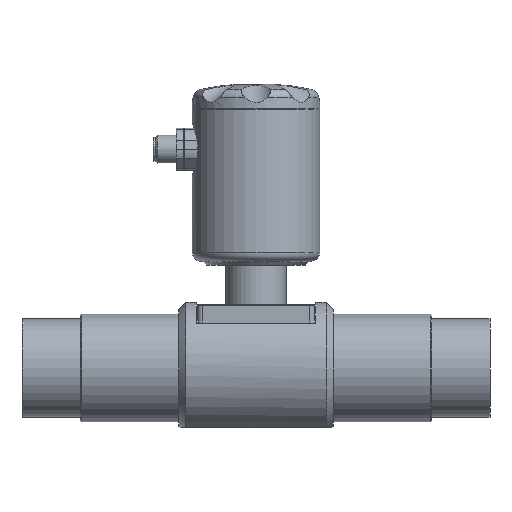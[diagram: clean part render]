
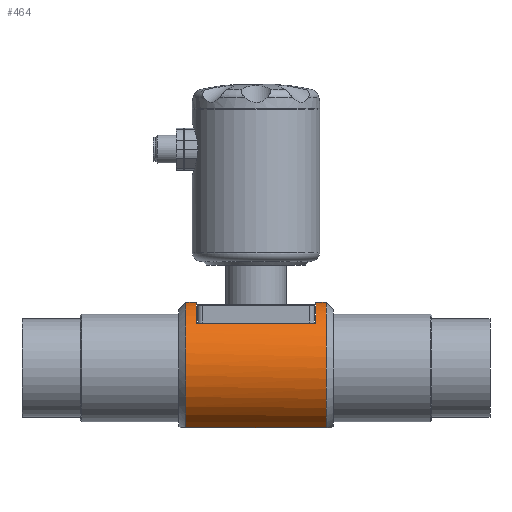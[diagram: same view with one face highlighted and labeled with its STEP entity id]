
A CAD part, left-side view. The second image highlights one B-rep face of the part: STEP entity #464.
In plain terms, the highlighted cylindrical face has radius 28 mm (diameter 56 mm), a partial arc.
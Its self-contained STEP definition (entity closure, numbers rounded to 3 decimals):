
#464 = ADVANCED_FACE( 'NONE', ( #1137, #1138 ), #1139, .T. );
#1137 = FACE_OUTER_BOUND( '', #2054, .T. );
#1138 = FACE_BOUND( '', #2055, .T. );
#1139 = CYLINDRICAL_SURFACE( '', #2056, 28. );
#2054 = EDGE_LOOP( '', ( #3344, #3345, #3346, #3347 ) );
#2055 = EDGE_LOOP( '', ( #3348, #3349, #3350, #3351 ) );
#2056 = AXIS2_PLACEMENT_3D( '', #3352, #3353, #3354 );
#3344 = ORIENTED_EDGE( '', *, *, #4933, .T. );
#3345 = ORIENTED_EDGE( '', *, *, #5137, .T. );
#3346 = ORIENTED_EDGE( '', *, *, #5138, .T. );
#3347 = ORIENTED_EDGE( '', *, *, #5139, .T. );
#3348 = ORIENTED_EDGE( '', *, *, #4883, .T. );
#3349 = ORIENTED_EDGE( '', *, *, #5140, .T. );
#3350 = ORIENTED_EDGE( '', *, *, #4885, .T. );
#3351 = ORIENTED_EDGE( '', *, *, #5141, .T. );
#3352 = CARTESIAN_POINT( '', ( 0., -100., 0. ) );
#3353 = DIRECTION( '', ( 0., -1., 0. ) );
#3354 = DIRECTION( '', ( -1., 0., 0. ) );
#4883 = EDGE_CURVE( 'NONE', #5747, #5745, #5748, .T. );
#4885 = EDGE_CURVE( 'NONE', #5744, #5749, #5751, .T. );
#4933 = EDGE_CURVE( 'NONE', #5830, #5831, #5832, .T. );
#5137 = EDGE_CURVE( 'NONE', #5831, #6150, #6151, .T. );
#5138 = EDGE_CURVE( 'NONE', #6150, #6152, #6153, .T. );
#5139 = EDGE_CURVE( 'NONE', #6152, #5830, #6154, .T. );
#5140 = EDGE_CURVE( 'NONE', #5745, #5744, #6155, .T. );
#5141 = EDGE_CURVE( 'NONE', #5749, #5747, #6156, .T. );
#5744 = VERTEX_POINT( 'NONE', #7036 );
#5745 = VERTEX_POINT( 'NONE', #7037 );
#5747 = VERTEX_POINT( 'NONE', #7040 );
#5748 = LINE( '', #7041, #7042 );
#5749 = VERTEX_POINT( 'NONE', #7043 );
#5751 = LINE( '', #7046, #7047 );
#5830 = VERTEX_POINT( 'NONE', #7140 );
#5831 = VERTEX_POINT( 'NONE', #7141 );
#5832 = CIRCLE( '', #7142, 28. );
#6150 = VERTEX_POINT( 'NONE', #7769 );
#6151 = LINE( '', #7770, #7771 );
#6152 = VERTEX_POINT( 'NONE', #7772 );
#6153 = CIRCLE( '', #7773, 28. );
#6154 = LINE( '', #7774, #7775 );
#6155 = CIRCLE( '', #7776, 28. );
#6156 = CIRCLE( '', #7777, 28. );
#7036 = CARTESIAN_POINT( '', ( -20.567, -25.5, 19. ) );
#7037 = CARTESIAN_POINT( '', ( 20.567, -25.5, 19. ) );
#7040 = CARTESIAN_POINT( '', ( 20.567, 25.5, 19. ) );
#7041 = CARTESIAN_POINT( '', ( 20.567, -100., 19. ) );
#7042 = VECTOR( '', #9048, 1000. );
#7043 = CARTESIAN_POINT( '', ( -20.567, 25.5, 19. ) );
#7046 = CARTESIAN_POINT( '', ( -20.567, -100., 19. ) );
#7047 = VECTOR( '', #9050, 1000. );
#7140 = CARTESIAN_POINT( '', ( -11.565, -30., -25.5 ) );
#7141 = CARTESIAN_POINT( '', ( 11.565, -30., -25.5 ) );
#7142 = AXIS2_PLACEMENT_3D( '', #9128, #9129, #9130 );
#7769 = CARTESIAN_POINT( '', ( 11.565, 30., -25.5 ) );
#7770 = CARTESIAN_POINT( '', ( 11.565, -100., -25.5 ) );
#7771 = VECTOR( '', #9395, 1000. );
#7772 = CARTESIAN_POINT( '', ( -11.565, 30., -25.5 ) );
#7773 = AXIS2_PLACEMENT_3D( '', #9396, #9397, #9398 );
#7774 = CARTESIAN_POINT( '', ( -11.565, -100., -25.5 ) );
#7775 = VECTOR( '', #9399, 1000. );
#7776 = AXIS2_PLACEMENT_3D( '', #9400, #9401, #9402 );
#7777 = AXIS2_PLACEMENT_3D( '', #9403, #9404, #9405 );
#9048 = DIRECTION( '', ( 0., -1., 0. ) );
#9050 = DIRECTION( '', ( 0., 1., 0. ) );
#9128 = CARTESIAN_POINT( '', ( 0., -30., 0. ) );
#9129 = DIRECTION( '', ( 0., 1., 0. ) );
#9130 = DIRECTION( '', ( -1., 0., 0. ) );
#9395 = DIRECTION( '', ( 0., 1., 0. ) );
#9396 = CARTESIAN_POINT( '', ( 0., 30., 0. ) );
#9397 = DIRECTION( '', ( 0., -1., 0. ) );
#9398 = DIRECTION( '', ( 1., 0., 0. ) );
#9399 = DIRECTION( '', ( 0., -1., 0. ) );
#9400 = CARTESIAN_POINT( '', ( 0., -25.5, 0. ) );
#9401 = DIRECTION( '', ( 0., -1., 0. ) );
#9402 = DIRECTION( '', ( 1., 0., 0. ) );
#9403 = CARTESIAN_POINT( '', ( 0., 25.5, 0. ) );
#9404 = DIRECTION( '', ( 0., 1., 0. ) );
#9405 = DIRECTION( '', ( -1., 0., 0. ) );
